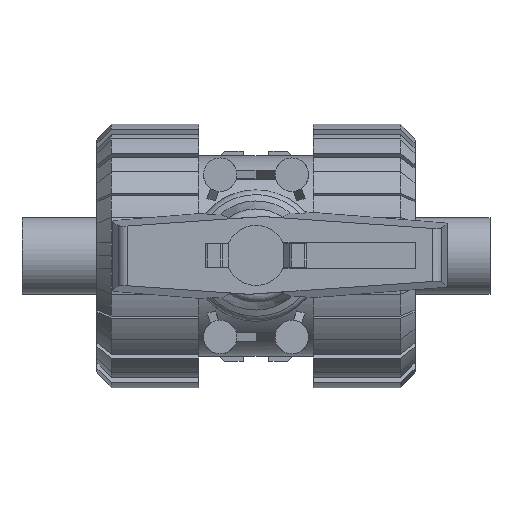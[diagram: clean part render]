
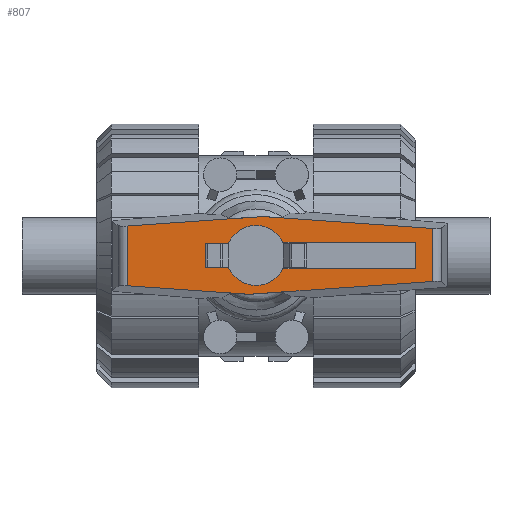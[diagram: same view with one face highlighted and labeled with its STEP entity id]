
A CAD part, top view. The second image highlights one B-rep face of the part: STEP entity #807.
In plain terms, the highlighted planar face has unit normal (0, 0, 1).
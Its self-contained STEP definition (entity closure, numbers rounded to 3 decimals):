
#807=ADVANCED_FACE('',(#1851,#1852),#1853,.T.);
#1851=FACE_BOUND('',#3201,.T.);
#1852=FACE_OUTER_BOUND('',#3202,.T.);
#1853=PLANE('',#3203);
#3201=EDGE_LOOP('',(#5485,#5486,#5487,#5488,#5489,#5490,#5491,#5492));
#3202=EDGE_LOOP('',(#5493,#5494,#5495,#5496,#5497,#5498,#5499,#5500));
#3203=AXIS2_PLACEMENT_3D('',#5501,#5502,#5503);
#5485=ORIENTED_EDGE('',*,*,#8791,.T.);
#5486=ORIENTED_EDGE('',*,*,#8876,.T.);
#5487=ORIENTED_EDGE('',*,*,#8954,.T.);
#5488=ORIENTED_EDGE('',*,*,#8881,.T.);
#5489=ORIENTED_EDGE('',*,*,#8780,.T.);
#5490=ORIENTED_EDGE('',*,*,#8776,.T.);
#5491=ORIENTED_EDGE('',*,*,#8772,.T.);
#5492=ORIENTED_EDGE('',*,*,#8767,.T.);
#5493=ORIENTED_EDGE('',*,*,#8991,.T.);
#5494=ORIENTED_EDGE('',*,*,#9041,.T.);
#5495=ORIENTED_EDGE('',*,*,#9028,.T.);
#5496=ORIENTED_EDGE('',*,*,#9018,.T.);
#5497=ORIENTED_EDGE('',*,*,#9010,.T.);
#5498=ORIENTED_EDGE('',*,*,#9043,.F.);
#5499=ORIENTED_EDGE('',*,*,#8945,.T.);
#5500=ORIENTED_EDGE('',*,*,#8983,.T.);
#5501=CARTESIAN_POINT('',(3.932,0.0,102.5));
#5502=DIRECTION('',(0.0,0.0,1.0));
#5503=DIRECTION('',(1.0,0.0,0.0));
#8767=EDGE_CURVE('',#10509,#10510,#10511,.T.);
#8772=EDGE_CURVE('',#10518,#10509,#10519,.T.);
#8776=EDGE_CURVE('',#10524,#10518,#10525,.T.);
#8780=EDGE_CURVE('',#10530,#10524,#10531,.T.);
#8791=EDGE_CURVE('',#10510,#10545,#10546,.T.);
#8876=EDGE_CURVE('',#10545,#10664,#10666,.T.);
#8881=EDGE_CURVE('',#10672,#10530,#10673,.T.);
#8945=EDGE_CURVE('',#10780,#10778,#10781,.T.);
#8954=EDGE_CURVE('',#10664,#10672,#10793,.T.);
#8983=EDGE_CURVE('',#10778,#10830,#10832,.T.);
#8991=EDGE_CURVE('',#10830,#10845,#10847,.T.);
#9010=EDGE_CURVE('',#10877,#10875,#10878,.T.);
#9018=EDGE_CURVE('',#10891,#10877,#10892,.T.);
#9028=EDGE_CURVE('',#10903,#10891,#10904,.T.);
#9041=EDGE_CURVE('',#10845,#10903,#10922,.T.);
#9043=EDGE_CURVE('',#10780,#10875,#10924,.T.);
#10509=VERTEX_POINT('',#13066);
#10510=VERTEX_POINT('',#13067);
#10511=LINE('',#13068,#13069);
#10518=VERTEX_POINT('',#13079);
#10519=LINE('',#13080,#13081);
#10524=VERTEX_POINT('',#13088);
#10525=LINE('',#13089,#13090);
#10530=VERTEX_POINT('',#13097);
#10531=CIRCLE('',#13098,6.286);
#10545=VERTEX_POINT('',#13116);
#10546=CIRCLE('',#13117,6.286);
#10664=VERTEX_POINT('',#13278);
#10666=LINE('',#13281,#13282);
#10672=VERTEX_POINT('',#13290);
#10673=LINE('',#13291,#13292);
#10778=VERTEX_POINT('',#13648);
#10780=VERTEX_POINT('',#13651);
#10781=LINE('',#13652,#13653);
#10793=LINE('',#13669,#13670);
#10830=VERTEX_POINT('',#13766);
#10832=LINE('',#13769,#13770);
#10845=VERTEX_POINT('',#13786);
#10847=LINE('',#13788,#13789);
#10875=VERTEX_POINT('',#13879);
#10877=VERTEX_POINT('',#13881);
#10878=LINE('',#13882,#13883);
#10891=VERTEX_POINT('',#13969);
#10892=LINE('',#13970,#13971);
#10903=VERTEX_POINT('',#14007);
#10904=LINE('',#14008,#14009);
#10922=LINE('',#14065,#14066);
#10924=LINE('',#14068,#14069);
#13066=CARTESIAN_POINT('',(33.333,-2.75,102.5));
#13067=CARTESIAN_POINT('',(5.652,-2.75,102.5));
#13068=CARTESIAN_POINT('',(10.299,-2.75,102.5));
#13069=VECTOR('',#18490,1.0);
#13079=CARTESIAN_POINT('',(33.333,2.75,102.5));
#13080=CARTESIAN_POINT('',(33.333,0.0,102.5));
#13081=VECTOR('',#18494,1.0);
#13088=CARTESIAN_POINT('',(5.652,2.75,102.5));
#13089=CARTESIAN_POINT('',(10.299,2.75,102.5));
#13090=VECTOR('',#18497,1.0);
#13097=CARTESIAN_POINT('',(-5.778,2.475,102.5));
#13098=AXIS2_PLACEMENT_3D('',#18500,#18501,#18502);
#13116=CARTESIAN_POINT('',(-5.778,-2.475,102.5));
#13117=AXIS2_PLACEMENT_3D('',#18516,#18517,#18518);
#13278=CARTESIAN_POINT('',(-10.633,-2.475,102.5));
#13281=CARTESIAN_POINT('',(-1.986,-2.475,102.5));
#13282=VECTOR('',#18605,1.0);
#13290=CARTESIAN_POINT('',(-10.633,2.475,102.5));
#13291=CARTESIAN_POINT('',(-1.986,2.475,102.5));
#13292=VECTOR('',#18608,1.0);
#13648=CARTESIAN_POINT('',(0.429,8.204,102.5));
#13651=CARTESIAN_POINT('',(36.912,5.652,102.5));
#13652=CARTESIAN_POINT('',(21.382,6.738,102.5));
#13653=VECTOR('',#18660,1.0);
#13669=CARTESIAN_POINT('',(-10.633,3.713,102.5));
#13670=VECTOR('',#18671,1.0);
#13766=CARTESIAN_POINT('',(0.438,8.069,102.5));
#13769=CARTESIAN_POINT('',(0.077,13.236,102.5));
#13770=VECTOR('',#18689,1.0);
#13786=CARTESIAN_POINT('',(-26.912,6.157,102.5));
#13788=CARTESIAN_POINT('',(-3.003,7.829,102.5));
#13789=VECTOR('',#18702,1.0);
#13879=CARTESIAN_POINT('',(36.912,-5.457,102.5));
#13881=CARTESIAN_POINT('',(-0.438,-8.069,102.5));
#13882=CARTESIAN_POINT('',(22.058,-6.496,102.5));
#13883=VECTOR('',#18726,1.0);
#13969=CARTESIAN_POINT('',(-0.429,-8.204,102.5));
#13970=CARTESIAN_POINT('',(-0.676,-4.669,102.5));
#13971=VECTOR('',#18728,1.0);
#14007=CARTESIAN_POINT('',(-26.912,-6.352,102.5));
#14008=CARTESIAN_POINT('',(-3.705,-7.974,102.5));
#14009=VECTOR('',#18733,1.0);
#14065=CARTESIAN_POINT('',(-26.912,9.9,102.5));
#14066=VECTOR('',#18744,1.0);
#14068=CARTESIAN_POINT('',(36.912,9.9,102.5));
#14069=VECTOR('',#18745,1.0);
#18490=DIRECTION('',(-1.0,0.0,0.0));
#18494=DIRECTION('',(0.0,-1.0,0.0));
#18497=DIRECTION('',(1.0,0.0,-0.0));
#18500=CARTESIAN_POINT('',(0.0,0.0,102.5));
#18501=DIRECTION('',(0.0,0.0,-1.0));
#18502=DIRECTION('',(1.0,0.0,0.0));
#18516=CARTESIAN_POINT('',(0.0,0.0,102.5));
#18517=DIRECTION('',(0.0,0.0,-1.0));
#18518=DIRECTION('',(1.0,0.0,0.0));
#18605=DIRECTION('',(-1.0,0.0,0.0));
#18608=DIRECTION('',(1.0,0.0,0.0));
#18660=DIRECTION('',(-0.998,0.07,0.0));
#18671=DIRECTION('',(0.0,1.0,-0.0));
#18689=DIRECTION('',(0.07,-0.998,0.0));
#18702=DIRECTION('',(-0.998,-0.07,0.0));
#18726=DIRECTION('',(0.998,0.07,-0.0));
#18728=DIRECTION('',(-0.07,0.998,0.0));
#18733=DIRECTION('',(0.998,-0.07,0.0));
#18744=DIRECTION('',(0.0,-1.0,0.0));
#18745=DIRECTION('',(0.0,-1.0,0.0));
